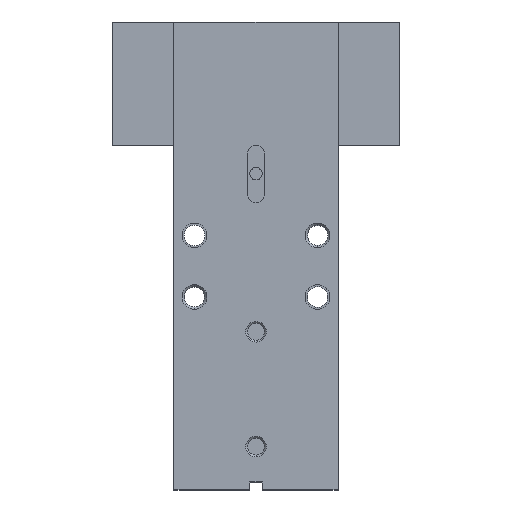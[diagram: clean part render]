
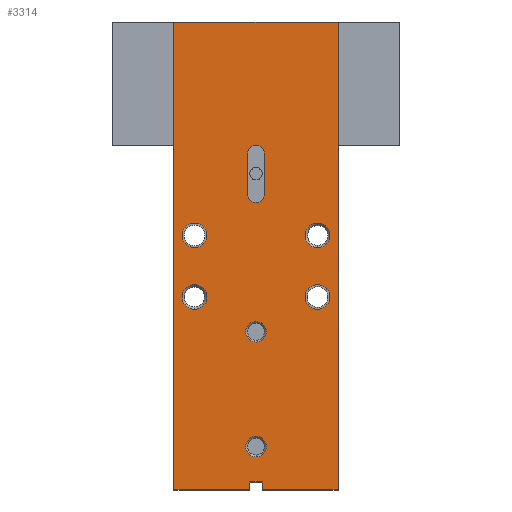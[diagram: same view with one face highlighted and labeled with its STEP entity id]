
A CAD part, top view. The second image highlights one B-rep face of the part: STEP entity #3314.
In plain terms, the highlighted planar face has unit normal (0, 0, 1).
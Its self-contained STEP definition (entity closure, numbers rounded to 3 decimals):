
#770=CARTESIAN_POINT('',(0.,106.,20.0));
#771=VERTEX_POINT('',#770);
#780=CARTESIAN_POINT('',(0.,101.,20.0));
#781=VERTEX_POINT('',#780);
#782=CARTESIAN_POINT('',(0.0,103.5,20.0));
#783=DIRECTION('',(0.0,0.0,-1.0));
#784=DIRECTION('',(0.0,1.0,0.0));
#785=AXIS2_PLACEMENT_3D('',#782,#783,#784);
#786=CIRCLE('',#785,2.5);
#787=EDGE_CURVE('',#781,#771,#786,.T.);
#844=CARTESIAN_POINT('',(0.,78.0,20.0));
#845=VERTEX_POINT('',#844);
#854=CARTESIAN_POINT('',(0.,73.0,20.0));
#855=VERTEX_POINT('',#854);
#856=CARTESIAN_POINT('',(0.0,75.5,20.0));
#857=DIRECTION('',(0.0,0.0,-1.0));
#858=DIRECTION('',(0.0,1.0,0.0));
#859=AXIS2_PLACEMENT_3D('',#856,#857,#858);
#860=CIRCLE('',#859,2.5);
#861=EDGE_CURVE('',#855,#845,#860,.T.);
#918=CARTESIAN_POINT('',(15.0,70.0,20.0));
#919=VERTEX_POINT('',#918);
#928=CARTESIAN_POINT('',(15.0,64.0,20.0));
#929=VERTEX_POINT('',#928);
#930=CARTESIAN_POINT('',(15.0,67.0,20.0));
#931=DIRECTION('',(0.0,0.0,-1.0));
#932=DIRECTION('',(0.0,1.0,0.0));
#933=AXIS2_PLACEMENT_3D('',#930,#931,#932);
#934=CIRCLE('',#933,3.);
#935=EDGE_CURVE('',#929,#919,#934,.T.);
#1024=CARTESIAN_POINT('',(-15.0,55.0,20.0));
#1025=VERTEX_POINT('',#1024);
#1034=CARTESIAN_POINT('',(-15.0,49.0,20.0));
#1035=VERTEX_POINT('',#1034);
#1036=CARTESIAN_POINT('',(-15.0,52.0,20.0));
#1037=DIRECTION('',(0.0,0.0,-1.0));
#1038=DIRECTION('',(0.0,1.0,0.0));
#1039=AXIS2_PLACEMENT_3D('',#1036,#1037,#1038);
#1040=CIRCLE('',#1039,3.0);
#1041=EDGE_CURVE('',#1035,#1025,#1040,.T.);
#1130=CARTESIAN_POINT('',(15.0,55.0,20.0));
#1131=VERTEX_POINT('',#1130);
#1140=CARTESIAN_POINT('',(15.0,49.0,20.0));
#1141=VERTEX_POINT('',#1140);
#1142=CARTESIAN_POINT('',(15.0,52.0,20.0));
#1143=DIRECTION('',(0.0,0.0,-1.0));
#1144=DIRECTION('',(0.0,1.0,0.0));
#1145=AXIS2_PLACEMENT_3D('',#1142,#1143,#1144);
#1146=CIRCLE('',#1145,3.0);
#1147=EDGE_CURVE('',#1141,#1131,#1146,.T.);
#1256=CARTESIAN_POINT('',(-15.0,70.0,20.0));
#1257=VERTEX_POINT('',#1256);
#1266=CARTESIAN_POINT('',(-15.0,64.0,20.0));
#1267=VERTEX_POINT('',#1266);
#1268=CARTESIAN_POINT('',(-15.0,67.0,20.0));
#1269=DIRECTION('',(0.0,0.0,-1.0));
#1270=DIRECTION('',(0.0,1.0,0.0));
#1271=AXIS2_PLACEMENT_3D('',#1268,#1269,#1270);
#1272=CIRCLE('',#1271,3.0);
#1273=EDGE_CURVE('',#1267,#1257,#1272,.T.);
#1949=CARTESIAN_POINT('',(-20.0,0.0,20.0));
#1950=VERTEX_POINT('',#1949);
#1957=CARTESIAN_POINT('',(-20.0,114.0,20.0));
#1958=VERTEX_POINT('',#1957);
#1959=CARTESIAN_POINT('',(-20.0,114.0,20.0));
#1960=DIRECTION('',(0.0,-1.0,0.0));
#1961=VECTOR('',#1960,114.0);
#1962=LINE('',#1959,#1961);
#1963=EDGE_CURVE('',#1958,#1950,#1962,.T.);
#2036=CARTESIAN_POINT('',(20.0,0.0,20.0));
#2037=VERTEX_POINT('',#2036);
#2044=CARTESIAN_POINT('',(-20.0,0.0,20.0));
#2045=DIRECTION('',(1.0,0.0,0.0));
#2046=VECTOR('',#2045,40.0);
#2047=LINE('',#2044,#2046);
#2048=EDGE_CURVE('',#1950,#2037,#2047,.T.);
#2189=CARTESIAN_POINT('',(-2.0,42.0,20.0));
#2190=VERTEX_POINT('',#2189);
#2191=CARTESIAN_POINT('',(2.0,42.0,20.0));
#2192=VERTEX_POINT('',#2191);
#2193=CARTESIAN_POINT('',(0.0,42.0,20.0));
#2194=DIRECTION('',(0.0,0.0,-1.0));
#2195=DIRECTION('',(1.0,0.0,0.0));
#2196=AXIS2_PLACEMENT_3D('',#2193,#2194,#2195);
#2197=CIRCLE('',#2196,2.0);
#2198=EDGE_CURVE('',#2190,#2192,#2197,.T.);
#2231=CARTESIAN_POINT('',(2.0,32.0,20.0));
#2232=VERTEX_POINT('',#2231);
#2233=CARTESIAN_POINT('',(2.0,42.0,20.0));
#2234=DIRECTION('',(0.0,-1.0,0.0));
#2235=VECTOR('',#2234,10.0);
#2236=LINE('',#2233,#2235);
#2237=EDGE_CURVE('',#2192,#2232,#2236,.T.);
#2262=CARTESIAN_POINT('',(-2.0,32.0,20.0));
#2263=VERTEX_POINT('',#2262);
#2264=CARTESIAN_POINT('',(0.0,32.0,20.0));
#2265=DIRECTION('',(0.0,0.0,-1.0));
#2266=DIRECTION('',(-1.0,0.0,0.0));
#2267=AXIS2_PLACEMENT_3D('',#2264,#2265,#2266);
#2268=CIRCLE('',#2267,2.0);
#2269=EDGE_CURVE('',#2232,#2263,#2268,.T.);
#2295=CARTESIAN_POINT('',(-2.0,32.0,20.0));
#2296=DIRECTION('',(0.0,1.0,0.0));
#2297=VECTOR('',#2296,10.0);
#2298=LINE('',#2295,#2297);
#2299=EDGE_CURVE('',#2263,#2190,#2298,.T.);
#2418=CARTESIAN_POINT('',(-15.0,67.0,20.0));
#2419=DIRECTION('',(0.0,0.0,-1.0));
#2420=DIRECTION('',(0.0,1.0,0.0));
#2421=AXIS2_PLACEMENT_3D('',#2418,#2419,#2420);
#2422=CIRCLE('',#2421,3.0);
#2423=EDGE_CURVE('',#1257,#1267,#2422,.T.);
#2518=CARTESIAN_POINT('',(15.0,52.0,20.0));
#2519=DIRECTION('',(0.0,0.0,-1.0));
#2520=DIRECTION('',(0.0,1.0,0.0));
#2521=AXIS2_PLACEMENT_3D('',#2518,#2519,#2520);
#2522=CIRCLE('',#2521,3.0);
#2523=EDGE_CURVE('',#1131,#1141,#2522,.T.);
#2578=CARTESIAN_POINT('',(-15.0,52.0,20.0));
#2579=DIRECTION('',(0.0,0.0,-1.0));
#2580=DIRECTION('',(0.0,1.0,0.0));
#2581=AXIS2_PLACEMENT_3D('',#2578,#2579,#2580);
#2582=CIRCLE('',#2581,3.0);
#2583=EDGE_CURVE('',#1025,#1035,#2582,.T.);
#2638=CARTESIAN_POINT('',(15.0,67.0,20.0));
#2639=DIRECTION('',(0.0,0.0,-1.0));
#2640=DIRECTION('',(0.0,1.0,0.0));
#2641=AXIS2_PLACEMENT_3D('',#2638,#2639,#2640);
#2642=CIRCLE('',#2641,3.);
#2643=EDGE_CURVE('',#919,#929,#2642,.T.);
#2690=CARTESIAN_POINT('',(0.0,75.5,20.0));
#2691=DIRECTION('',(0.0,0.0,-1.0));
#2692=DIRECTION('',(0.0,1.0,0.0));
#2693=AXIS2_PLACEMENT_3D('',#2690,#2691,#2692);
#2694=CIRCLE('',#2693,2.5);
#2695=EDGE_CURVE('',#845,#855,#2694,.T.);
#2742=CARTESIAN_POINT('',(0.0,103.5,20.0));
#2743=DIRECTION('',(0.0,0.0,-1.0));
#2744=DIRECTION('',(0.0,1.0,0.0));
#2745=AXIS2_PLACEMENT_3D('',#2742,#2743,#2744);
#2746=CIRCLE('',#2745,2.5);
#2747=EDGE_CURVE('',#771,#781,#2746,.T.);
#3155=CARTESIAN_POINT('',(-1.5,112.11,20.0));
#3156=VERTEX_POINT('',#3155);
#3157=CARTESIAN_POINT('',(-1.5,114.0,20.0));
#3158=VERTEX_POINT('',#3157);
#3159=CARTESIAN_POINT('',(-1.5,112.11,20.0));
#3160=DIRECTION('',(0.0,1.0,0.0));
#3161=VECTOR('',#3160,1.89);
#3162=LINE('',#3159,#3161);
#3163=EDGE_CURVE('',#3156,#3158,#3162,.T.);
#3209=CARTESIAN_POINT('',(1.5,112.11,20.0));
#3210=VERTEX_POINT('',#3209);
#3211=CARTESIAN_POINT('',(1.5,112.11,20.0));
#3212=DIRECTION('',(-1.0,0.0,0.0));
#3213=VECTOR('',#3212,3.0);
#3214=LINE('',#3211,#3213);
#3215=EDGE_CURVE('',#3210,#3156,#3214,.T.);
#3233=CARTESIAN_POINT('',(1.5,114.0,20.0));
#3234=VERTEX_POINT('',#3233);
#3235=CARTESIAN_POINT('',(1.5,114.0,20.0));
#3236=DIRECTION('',(0.0,-1.0,0.0));
#3237=VECTOR('',#3236,1.89);
#3238=LINE('',#3235,#3237);
#3239=EDGE_CURVE('',#3234,#3210,#3238,.T.);
#3252=CARTESIAN_POINT('',(0.0,0.0,20.0));
#3253=DIRECTION('',(0.0,0.0,1.0));
#3254=DIRECTION('',(1.0,0.0,0.0));
#3255=AXIS2_PLACEMENT_3D('',#3252,#3253,#3254);
#3256=PLANE('',#3255);
#3257=ORIENTED_EDGE('',*,*,#3239,.T.);
#3258=ORIENTED_EDGE('',*,*,#3215,.T.);
#3259=ORIENTED_EDGE('',*,*,#3163,.T.);
#3260=CARTESIAN_POINT('',(-1.5,114.0,20.0));
#3261=DIRECTION('',(-1.0,0.0,0.0));
#3262=VECTOR('',#3261,18.5);
#3263=LINE('',#3260,#3262);
#3264=EDGE_CURVE('',#3158,#1958,#3263,.T.);
#3265=ORIENTED_EDGE('',*,*,#3264,.T.);
#3266=ORIENTED_EDGE('',*,*,#1963,.T.);
#3267=ORIENTED_EDGE('',*,*,#2048,.T.);
#3268=CARTESIAN_POINT('',(20.0,114.0,20.0));
#3269=VERTEX_POINT('',#3268);
#3270=CARTESIAN_POINT('',(20.0,0.0,20.0));
#3271=DIRECTION('',(0.0,1.0,0.0));
#3272=VECTOR('',#3271,114.0);
#3273=LINE('',#3270,#3272);
#3274=EDGE_CURVE('',#2037,#3269,#3273,.T.);
#3275=ORIENTED_EDGE('',*,*,#3274,.T.);
#3276=CARTESIAN_POINT('',(20.0,114.0,20.0));
#3277=DIRECTION('',(-1.0,0.0,0.0));
#3278=VECTOR('',#3277,18.5);
#3279=LINE('',#3276,#3278);
#3280=EDGE_CURVE('',#3269,#3234,#3279,.T.);
#3281=ORIENTED_EDGE('',*,*,#3280,.T.);
#3282=EDGE_LOOP('',(#3257,#3258,#3259,#3265,#3266,#3267,#3275,#3281));
#3283=FACE_OUTER_BOUND('',#3282,.T.);
#3284=ORIENTED_EDGE('',*,*,#2423,.T.);
#3285=ORIENTED_EDGE('',*,*,#1273,.T.);
#3286=EDGE_LOOP('',(#3284,#3285));
#3287=FACE_BOUND('',#3286,.T.);
#3288=ORIENTED_EDGE('',*,*,#2523,.T.);
#3289=ORIENTED_EDGE('',*,*,#1147,.T.);
#3290=EDGE_LOOP('',(#3288,#3289));
#3291=FACE_BOUND('',#3290,.T.);
#3292=ORIENTED_EDGE('',*,*,#2583,.T.);
#3293=ORIENTED_EDGE('',*,*,#1041,.T.);
#3294=EDGE_LOOP('',(#3292,#3293));
#3295=FACE_BOUND('',#3294,.T.);
#3296=ORIENTED_EDGE('',*,*,#2643,.T.);
#3297=ORIENTED_EDGE('',*,*,#935,.T.);
#3298=EDGE_LOOP('',(#3296,#3297));
#3299=FACE_BOUND('',#3298,.T.);
#3300=ORIENTED_EDGE('',*,*,#2695,.T.);
#3301=ORIENTED_EDGE('',*,*,#861,.T.);
#3302=EDGE_LOOP('',(#3300,#3301));
#3303=FACE_BOUND('',#3302,.T.);
#3304=ORIENTED_EDGE('',*,*,#2747,.T.);
#3305=ORIENTED_EDGE('',*,*,#787,.T.);
#3306=EDGE_LOOP('',(#3304,#3305));
#3307=FACE_BOUND('',#3306,.T.);
#3308=ORIENTED_EDGE('',*,*,#2269,.T.);
#3309=ORIENTED_EDGE('',*,*,#2299,.T.);
#3310=ORIENTED_EDGE('',*,*,#2198,.T.);
#3311=ORIENTED_EDGE('',*,*,#2237,.T.);
#3312=EDGE_LOOP('',(#3308,#3309,#3310,#3311));
#3313=FACE_BOUND('',#3312,.T.);
#3314=ADVANCED_FACE('',(#3283,#3287,#3291,#3295,#3299,#3303,#3307,#3313),#3256,.T.);
